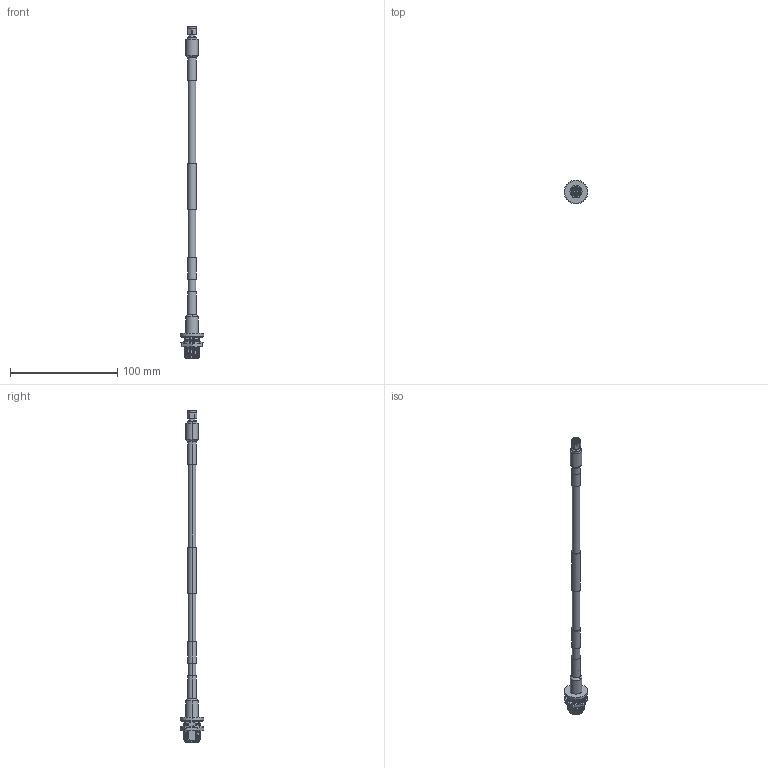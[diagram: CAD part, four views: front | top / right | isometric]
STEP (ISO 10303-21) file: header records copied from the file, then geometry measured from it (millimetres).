
FILE_DESCRIPTION (( 'STEP AP214' ), '1' );
FILE_NAME ('FMCA1884_3D.step', '2025-07-24T23:32:30', ( '' ), ( '' ), 'SwSTEP 2.0', 'SolidWorks 2022', '' );
FILE_SCHEMA (( 'AUTOMOTIVE_DESIGN' ));
Length unit declared in the file: inch
Products named in the file (5): FMCA1884_3D; TC-SPP250-NF-BH-LP_3D^FMCA1884; Coax Cable^FMCA1884; TC-SPP250-SM-LP_3D^FMCA1884; Heat Shrink^FMCA1884
Assembly tree (5 placements, depth 2):
  FMCA1884_3D
    Coax Cable^FMCA1884
    Heat Shrink^FMCA1884  x2
    TC-SPP250-SM-LP_3D^FMCA1884
    TC-SPP250-NF-BH-LP_3D^FMCA1884
Bounding box: 21.95 x 22 x 309.31 mm (x, y, z)
Volume: 20775.7 mm3; surface area: 13757.2 mm2
Topology: 8 solids, 8 shells, 447 faces, 1201 edges, 782 vertices
Faces by surface type: cylinder 157, bspline 144, plane 72, cone 70, torus 4
Entity records: 64795 total; most frequent: CARTESIAN_POINT 55232, ORIENTED_EDGE 2366, DIRECTION 1454, EDGE_CURVE 1183, VERTEX_POINT 770, AXIS2_PLACEMENT_3D 579, EDGE_LOOP 461, FACE_OUTER_BOUND 439
